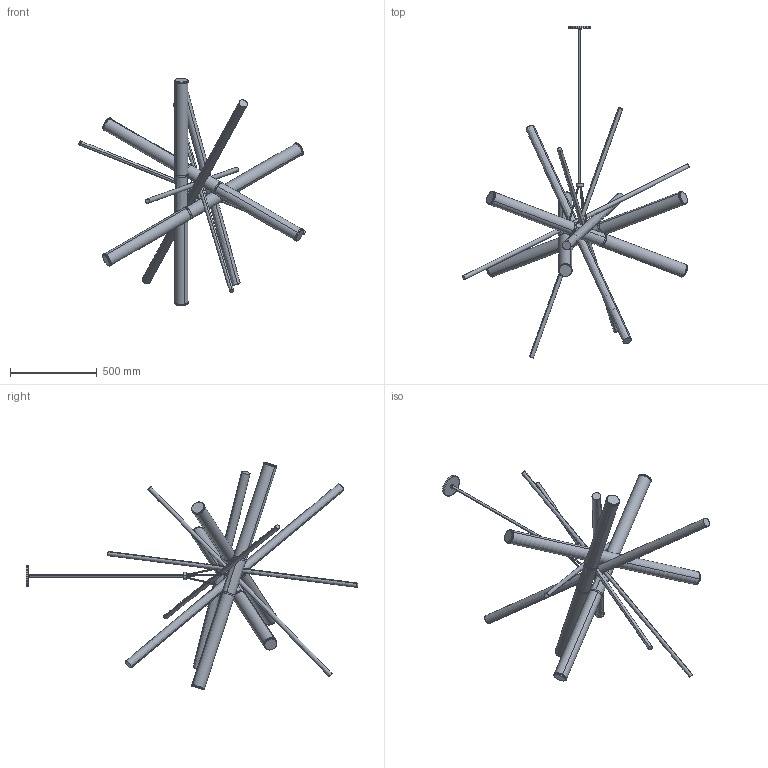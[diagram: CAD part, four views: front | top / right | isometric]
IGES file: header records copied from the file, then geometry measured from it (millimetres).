
Start section: SolidWorks IGES file using analytic representation for surfaces
Global section: file name: MINFP01 - Mini Farrago Pendant 01.IGS; native system: SolidWorks 2015; preprocessor: SolidWorks 2015; author: Design; date: 190716.124654; units: millimetre
Bounding box: 1307.62 x 1916.8 x 1314.05 mm (x, y, z)
Volume: 27133899.8 mm3; surface area: 1939183.8 mm2
Topology: 5 solids, 5 shells, 194 faces, 429 edges, 284 vertices
Faces by surface type: revolution 124, plane 70
